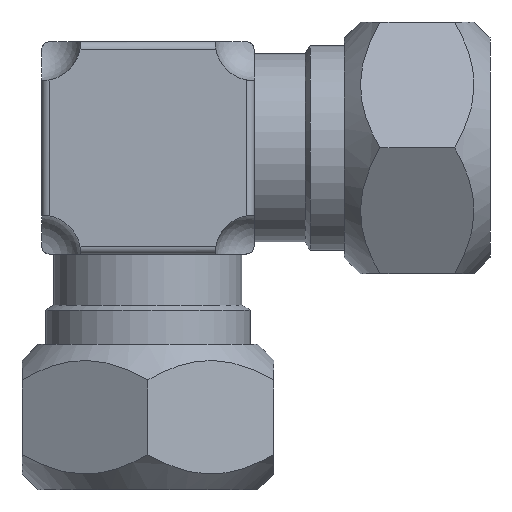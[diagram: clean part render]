
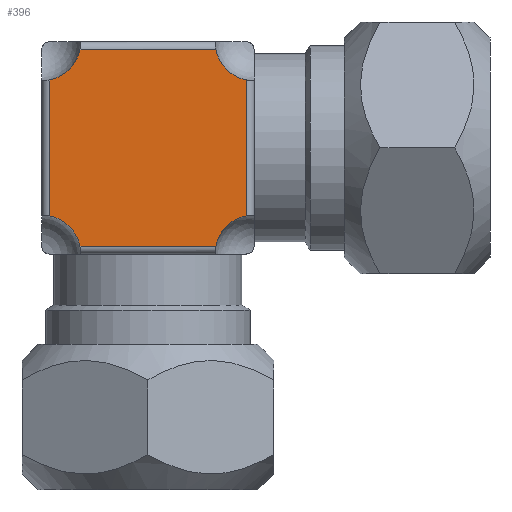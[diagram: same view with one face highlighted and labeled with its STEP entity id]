
A CAD part, left-side view. The second image highlights one B-rep face of the part: STEP entity #396.
In plain terms, the highlighted planar face has unit normal (-1, 0, 0).
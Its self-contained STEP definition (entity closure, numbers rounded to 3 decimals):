
#391 = ORIENTED_EDGE ( 'NONE', *, *, #1726, .F. ) ;
#392 = VERTEX_POINT ( 'NONE', #1316 ) ;
#396 = ADVANCED_FACE ( 'NONE', ( #1314 ), #1313, .F. ) ;
#398 = VERTEX_POINT ( 'NONE', #1308 ) ;
#400 = VERTEX_POINT ( 'NONE', #1307 ) ;
#1223 = EDGE_CURVE ( 'NONE', #1496, #1246, #1360, .T. ) ;
#1246 = VERTEX_POINT ( 'NONE', #1422 ) ;
#1307 = CARTESIAN_POINT ( 'NONE',  ( -13.5, -12.5, 8.626 ) ) ;
#1308 = CARTESIAN_POINT ( 'NONE',  ( -13.5, -8.626, -12.5 ) ) ;
#1309 = DIRECTION ( 'NONE',  ( 0., 0., -1. ) ) ;
#1310 = DIRECTION ( 'NONE',  ( 1., 0., 0. ) ) ;
#1311 = CARTESIAN_POINT ( 'NONE',  ( -13.5, 0., 0. ) ) ;
#1312 = AXIS2_PLACEMENT_3D ( 'NONE', #1311, #1310, #1309 ) ;
#1313 = PLANE ( 'NONE',  #1312 ) ;
#1314 = FACE_OUTER_BOUND ( 'NONE', #1700, .T. ) ;
#1316 = CARTESIAN_POINT ( 'NONE',  ( -13.5, -8.626, 12.5 ) ) ;
#1354 = DIRECTION ( 'NONE',  ( 0., 0., -1. ) ) ;
#1356 = DIRECTION ( 'NONE',  ( -1., 0., 0. ) ) ;
#1357 = AXIS2_PLACEMENT_3D ( 'NONE', #1379, #1356, #1354 ) ;
#1360 = CIRCLE ( 'NONE', #1357, 4.975 ) ;
#1379 = CARTESIAN_POINT ( 'NONE',  ( -13.5, 13.5, -13.5 ) ) ;
#1380 = ORIENTED_EDGE ( 'NONE', *, *, #1381, .T. ) ;
#1381 = EDGE_CURVE ( 'NONE', #1496, #398, #1459, .T. ) ;
#1384 = EDGE_CURVE ( 'NONE', #1460, #1621, #1440, .T. ) ;
#1401 = ORIENTED_EDGE ( 'NONE', *, *, #1384, .F. ) ;
#1406 = ORIENTED_EDGE ( 'NONE', *, *, #1590, .F. ) ;
#1407 = VERTEX_POINT ( 'NONE', #1499 ) ;
#1422 = CARTESIAN_POINT ( 'NONE',  ( -13.5, 12.5, -8.626 ) ) ;
#1436 = DIRECTION ( 'NONE',  ( 0., 0., -1. ) ) ;
#1437 = DIRECTION ( 'NONE',  ( -1., 0., 0. ) ) ;
#1438 = CARTESIAN_POINT ( 'NONE',  ( -13.5, 13.5, 13.5 ) ) ;
#1439 = AXIS2_PLACEMENT_3D ( 'NONE', #1438, #1437, #1436 ) ;
#1440 = CIRCLE ( 'NONE', #1439, 4.975 ) ;
#1456 = DIRECTION ( 'NONE',  ( 0., -1., 0. ) ) ;
#1457 = VECTOR ( 'NONE', #1456, 1000. ) ;
#1458 = CARTESIAN_POINT ( 'NONE',  ( -13.5, -13.5, -12.5 ) ) ;
#1459 = LINE ( 'NONE', #1458, #1457 ) ;
#1460 = VERTEX_POINT ( 'NONE', #1466 ) ;
#1466 = CARTESIAN_POINT ( 'NONE',  ( -13.5, 12.5, 8.626 ) ) ;
#1479 = EDGE_CURVE ( 'NONE', #1460, #1246, #1528, .T. ) ;
#1495 = ORIENTED_EDGE ( 'NONE', *, *, #1223, .F. ) ;
#1496 = VERTEX_POINT ( 'NONE', #1524 ) ;
#1499 = CARTESIAN_POINT ( 'NONE',  ( -13.5, -12.5, -8.626 ) ) ;
#1509 = DIRECTION ( 'NONE',  ( -1., 0., 0. ) ) ;
#1510 = CARTESIAN_POINT ( 'NONE',  ( -13.5, -13.5, -13.5 ) ) ;
#1511 = AXIS2_PLACEMENT_3D ( 'NONE', #1510, #1509, #1570 ) ;
#1516 = CIRCLE ( 'NONE', #1511, 4.975 ) ;
#1524 = CARTESIAN_POINT ( 'NONE',  ( -13.5, 8.626, -12.5 ) ) ;
#1525 = DIRECTION ( 'NONE',  ( 0., 0., -1. ) ) ;
#1526 = VECTOR ( 'NONE', #1525, 1000. ) ;
#1527 = CARTESIAN_POINT ( 'NONE',  ( -13.5, 12.5, -13.5 ) ) ;
#1528 = LINE ( 'NONE', #1527, #1526 ) ;
#1540 = CARTESIAN_POINT ( 'NONE',  ( -13.5, 8.626, 12.5 ) ) ;
#1541 = DIRECTION ( 'NONE',  ( 0., 1., 0. ) ) ;
#1542 = VECTOR ( 'NONE', #1541, 1000. ) ;
#1543 = CARTESIAN_POINT ( 'NONE',  ( -13.5, 13.5, 12.5 ) ) ;
#1544 = LINE ( 'NONE', #1543, #1542 ) ;
#1570 = DIRECTION ( 'NONE',  ( 0., 0., -1. ) ) ;
#1584 = DIRECTION ( 'NONE',  ( 0., 0., 1. ) ) ;
#1585 = VECTOR ( 'NONE', #1584, 1000. ) ;
#1586 = ORIENTED_EDGE ( 'NONE', *, *, #1723, .T. ) ;
#1588 = CARTESIAN_POINT ( 'NONE',  ( -13.5, -12.5, 13.5 ) ) ;
#1589 = LINE ( 'NONE', #1588, #1585 ) ;
#1590 = EDGE_CURVE ( 'NONE', #1407, #398, #1516, .T. ) ;
#1592 = ORIENTED_EDGE ( 'NONE', *, *, #1479, .T. ) ;
#1619 = EDGE_CURVE ( 'NONE', #392, #1621, #1544, .T. ) ;
#1621 = VERTEX_POINT ( 'NONE', #1540 ) ;
#1637 = DIRECTION ( 'NONE',  ( 0., 0., -1. ) ) ;
#1638 = DIRECTION ( 'NONE',  ( -1., 0., 0. ) ) ;
#1639 = CARTESIAN_POINT ( 'NONE',  ( -13.5, -13.5, 13.5 ) ) ;
#1640 = AXIS2_PLACEMENT_3D ( 'NONE', #1639, #1638, #1637 ) ;
#1641 = CIRCLE ( 'NONE', #1640, 4.975 ) ;
#1700 = EDGE_LOOP ( 'NONE', ( #1406, #1586, #391, #1727, #1401, #1592, #1495, #1380 ) ) ;
#1723 = EDGE_CURVE ( 'NONE', #1407, #400, #1589, .T. ) ;
#1726 = EDGE_CURVE ( 'NONE', #392, #400, #1641, .T. ) ;
#1727 = ORIENTED_EDGE ( 'NONE', *, *, #1619, .T. ) ;
